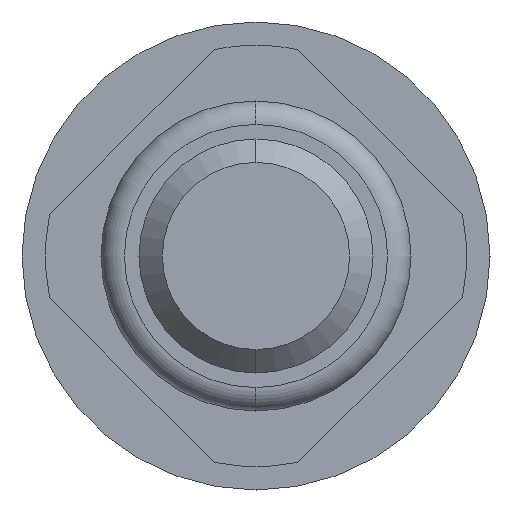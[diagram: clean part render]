
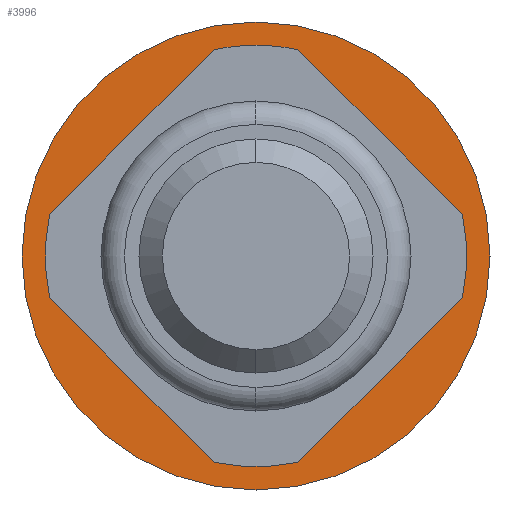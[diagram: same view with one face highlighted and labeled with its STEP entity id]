
A CAD part, front view. The second image highlights one B-rep face of the part: STEP entity #3996.
In plain terms, the highlighted planar face has unit normal (0, -1, 0).
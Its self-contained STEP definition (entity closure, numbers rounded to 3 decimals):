
#143 = CARTESIAN_POINT ( 'NONE',  ( 0., 5.3, 2. ) ) ;
#193 = AXIS2_PLACEMENT_3D ( 'NONE', #2995, #3769, #3107 ) ;
#344 = ORIENTED_EDGE ( 'NONE', *, *, #3801, .T. ) ;
#499 = CARTESIAN_POINT ( 'NONE',  ( 0., 5.3, 0.9 ) ) ;
#695 = AXIS2_PLACEMENT_3D ( 'NONE', #1771, #4652, #2485 ) ;
#713 = VERTEX_POINT ( 'NONE', #143 ) ;
#899 = CIRCLE ( 'NONE', #1530, 2. ) ;
#1089 = CARTESIAN_POINT ( 'NONE',  ( 0., 5.3, -2. ) ) ;
#1139 = AXIS2_PLACEMENT_3D ( 'NONE', #4058, #2252, #1270 ) ;
#1151 = VERTEX_POINT ( 'NONE', #499 ) ;
#1264 = ORIENTED_EDGE ( 'NONE', *, *, #3521, .F. ) ;
#1270 = DIRECTION ( 'NONE',  ( 0., 0., -1. ) ) ;
#1431 = AXIS2_PLACEMENT_3D ( 'NONE', #1702, #2416, #2084 ) ;
#1469 = CARTESIAN_POINT ( 'NONE',  ( 0., 5.3, 0. ) ) ;
#1530 = AXIS2_PLACEMENT_3D ( 'NONE', #1469, #2498, #3947 ) ;
#1702 = CARTESIAN_POINT ( 'NONE',  ( 2., 5.3, 0. ) ) ;
#1771 = CARTESIAN_POINT ( 'NONE',  ( 0., 5.3, 0. ) ) ;
#1796 = CARTESIAN_POINT ( 'NONE',  ( 0., 5.3, -0.9 ) ) ;
#1846 = CIRCLE ( 'NONE', #193, 0.9 ) ;
#1890 = EDGE_CURVE ( 'Defeature ausgef�hrt2_19+Defeature ausgef�hrt2_22+Defeature ausgef�hrt2_22+Defeature ausgef�hrt2_22', #2792, #1151, #1846, .T. ) ;
#2084 = DIRECTION ( 'NONE',  ( 0., 0., -1. ) ) ;
#2138 = ORIENTED_EDGE ( 'NONE', *, *, #1890, .F. ) ;
#2158 = EDGE_CURVE ( 'Defeature ausgef�hrt2_22+Defeature ausgef�hrt2_21+Defeature ausgef�hrt2_21+Defeature ausgef�hrt2_21', #713, #4146, #899, .T. ) ;
#2252 = DIRECTION ( 'NONE',  ( 0., -1., 0. ) ) ;
#2262 = CIRCLE ( 'NONE', #1139, 2. ) ;
#2395 = EDGE_LOOP ( 'NONE', ( #344, #3545 ) ) ;
#2416 = DIRECTION ( 'NONE',  ( 0., -1., 0. ) ) ;
#2475 = CIRCLE ( 'NONE', #695, 0.9 ) ;
#2485 = DIRECTION ( 'NONE',  ( 0., 0., -1. ) ) ;
#2498 = DIRECTION ( 'NONE',  ( 0., -1., 0. ) ) ;
#2735 = PLANE ( 'NONE',  #1431 ) ;
#2792 = VERTEX_POINT ( 'NONE', #1796 ) ;
#2902 = FACE_BOUND ( 'NONE', #2962, .T. ) ;
#2962 = EDGE_LOOP ( 'NONE', ( #2138, #1264 ) ) ;
#2995 = CARTESIAN_POINT ( 'NONE',  ( 0., 5.3, 0. ) ) ;
#3107 = DIRECTION ( 'NONE',  ( 0., 0., -1. ) ) ;
#3521 = EDGE_CURVE ( 'Defeature ausgef�hrt2_19+Defeature ausgef�hrt2_22+Defeature ausgef�hrt2_22+Defeature ausgef�hrt2_22', #1151, #2792, #2475, .T. ) ;
#3545 = ORIENTED_EDGE ( 'NONE', *, *, #2158, .T. ) ;
#3769 = DIRECTION ( 'NONE',  ( 0., -1., 0. ) ) ;
#3801 = EDGE_CURVE ( 'Defeature ausgef�hrt2_22+Defeature ausgef�hrt2_21+Defeature ausgef�hrt2_21+Defeature ausgef�hrt2_21', #4146, #713, #2262, .T. ) ;
#3947 = DIRECTION ( 'NONE',  ( 0., 0., -1. ) ) ;
#3996 = ADVANCED_FACE ( 'Defeature ausgef�hrt2_22', ( #4434, #2902 ), #2735, .T. ) ;
#4058 = CARTESIAN_POINT ( 'NONE',  ( 0., 5.3, 0. ) ) ;
#4146 = VERTEX_POINT ( 'NONE', #1089 ) ;
#4434 = FACE_OUTER_BOUND ( 'NONE', #2395, .T. ) ;
#4652 = DIRECTION ( 'NONE',  ( 0., -1., 0. ) ) ;
